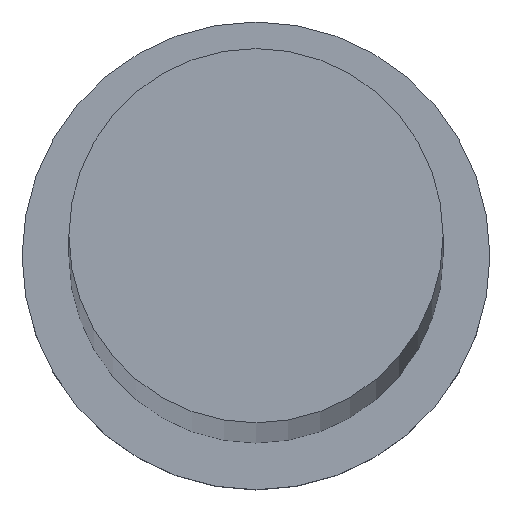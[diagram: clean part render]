
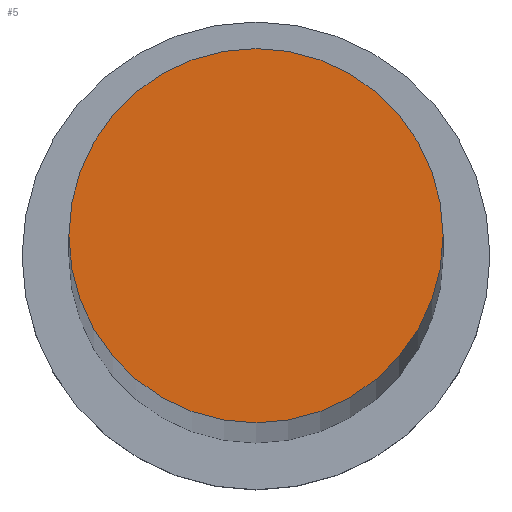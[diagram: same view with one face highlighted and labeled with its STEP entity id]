
A CAD part, top view. The second image highlights one B-rep face of the part: STEP entity #5.
In plain terms, the highlighted planar face has unit normal (0, 0, 1).
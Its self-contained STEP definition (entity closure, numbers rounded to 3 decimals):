
#5 = ADVANCED_FACE ( 'NONE', ( #202 ), #119, .T. ) ;
#7 = DIRECTION ( 'NONE',  ( 1., 0., 0. ) ) ;
#12 = AXIS2_PLACEMENT_3D ( 'NONE', #178, #174, #7 ) ;
#13 = VERTEX_POINT ( 'NONE', #137 ) ;
#21 = EDGE_LOOP ( 'NONE', ( #240, #77 ) ) ;
#26 = DIRECTION ( 'NONE',  ( 0., 0., 1. ) ) ;
#28 = CARTESIAN_POINT ( 'NONE',  ( 0., 0., 1000. ) ) ;
#54 = EDGE_CURVE ( 'NONE', #13, #201, #76, .T. ) ;
#60 = DIRECTION ( 'NONE',  ( 1., 0., 0. ) ) ;
#75 = CARTESIAN_POINT ( 'NONE',  ( 0., 0., 1000. ) ) ;
#76 = CIRCLE ( 'NONE', #139, 16. ) ;
#77 = ORIENTED_EDGE ( 'NONE', *, *, #82, .T. ) ;
#82 = EDGE_CURVE ( 'NONE', #201, #13, #155, .T. ) ;
#119 = PLANE ( 'NONE',  #185 ) ;
#137 = CARTESIAN_POINT ( 'NONE',  ( -16., 0., 1000. ) ) ;
#139 = AXIS2_PLACEMENT_3D ( 'NONE', #28, #26, #60 ) ;
#155 = CIRCLE ( 'NONE', #12, 16. ) ;
#160 = DIRECTION ( 'NONE',  ( 0., 0., 1. ) ) ;
#174 = DIRECTION ( 'NONE',  ( 0., 0., 1. ) ) ;
#178 = CARTESIAN_POINT ( 'NONE',  ( 0., 0., 1000. ) ) ;
#185 = AXIS2_PLACEMENT_3D ( 'NONE', #75, #160, #241 ) ;
#201 = VERTEX_POINT ( 'NONE', #209 ) ;
#202 = FACE_OUTER_BOUND ( 'NONE', #21, .T. ) ;
#209 = CARTESIAN_POINT ( 'NONE',  ( 16., 0., 1000. ) ) ;
#240 = ORIENTED_EDGE ( 'NONE', *, *, #54, .T. ) ;
#241 = DIRECTION ( 'NONE',  ( 1., 0., 0. ) ) ;
